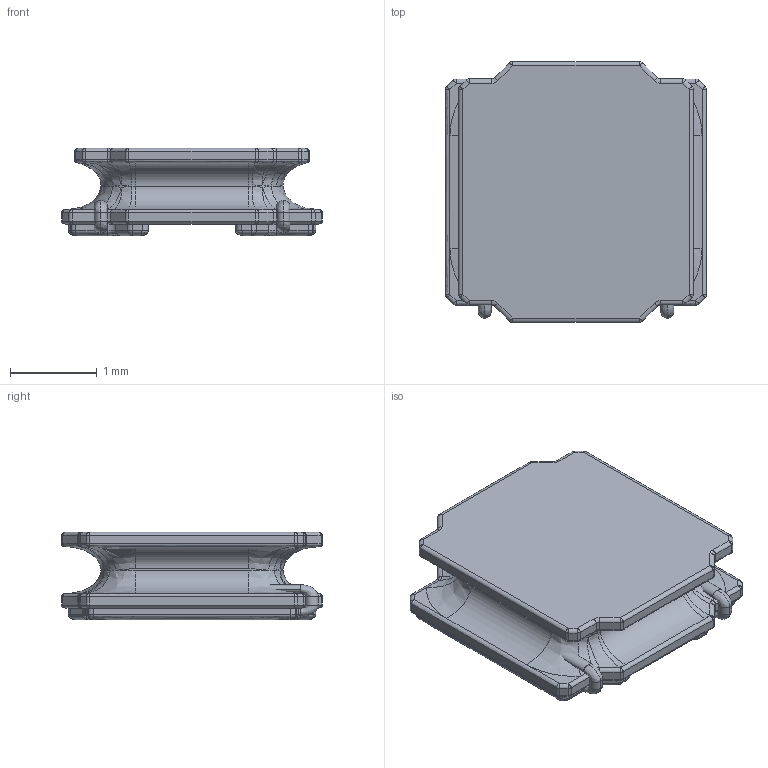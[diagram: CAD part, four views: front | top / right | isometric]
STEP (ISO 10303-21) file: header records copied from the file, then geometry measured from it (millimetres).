
FILE_DESCRIPTION(('FreeCAD Model'),'2;1');
FILE_NAME('NR3018_cp001.step', '2019-09-24T19:22:09',('kicad StepUp'),('ksu MCAD'), 'Open CASCADE STEP processor 7.3','FreeCAD','Unknown');
FILE_SCHEMA(('AUTOMOTIVE_DESIGN { 1 0 10303 214 1 1 1 1 }'));
Length unit declared in the file: millimetre
Products named in the file (1): NR3018_cp001
Bounding box: 3 x 3 x 1 mm (x, y, z)
Volume: 6 mm3; surface area: 31.7 mm2
Topology: 3 solids, 3 shells, 378 faces, 2374 edges, 6712 vertices
Faces by surface type: bspline 378
Entity records: 27492 total; most frequent: CARTESIAN_POINT 16559, GEOMETRIC_CURVE_SET 1557, ORIENTED_EDGE 1556, TRIMMED_CURVE 1556, B_SPLINE_CURVE_WITH_KNOTS 1182, EDGE_CURVE 778, VERTEX_POINT 408, FACE_BOUND 380
